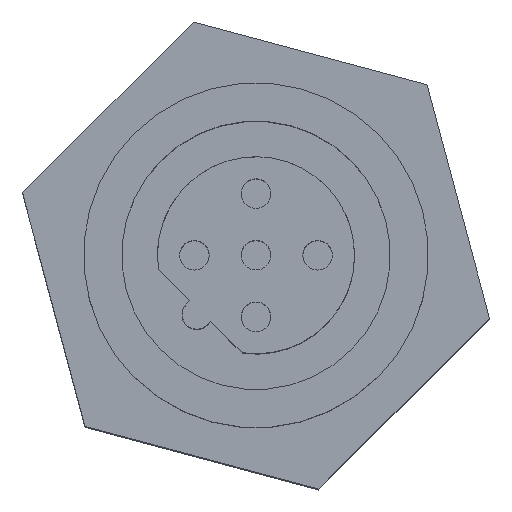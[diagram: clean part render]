
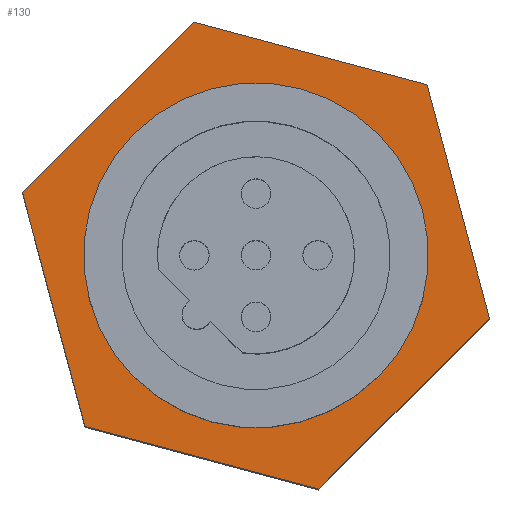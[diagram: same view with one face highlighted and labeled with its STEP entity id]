
A CAD part, top view. The second image highlights one B-rep face of the part: STEP entity #130.
In plain terms, the highlighted planar face has unit normal (0, 0, 1).
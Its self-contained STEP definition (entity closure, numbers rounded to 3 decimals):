
#74=AXIS2_PLACEMENT_3D('Plane Axis2P3D',#71,#72,#73) ;
#114=AXIS2_PLACEMENT_3D('Circle Axis2P3D',#112,#113,$) ;
#123=AXIS2_PLACEMENT_3D('Circle Axis2P3D',#121,#122,$) ;
#36=CARTESIAN_POINT('Line Origine',(1.27,7.281,32.)) ;
#40=CARTESIAN_POINT('Vertex',(2.54,2.54,32.)) ;
#42=CARTESIAN_POINT('Vertex',(0.,12.021,32.)) ;
#71=CARTESIAN_POINT('Axis2P3D Location',(0.,0.,32.)) ;
#77=CARTESIAN_POINT('Control Point',(2.54,2.54,32.)) ;
#78=CARTESIAN_POINT('Control Point',(12.021,0.,32.)) ;
#79=CARTESIAN_POINT('Vertex',(12.021,0.,32.)) ;
#83=CARTESIAN_POINT('Control Point',(12.021,0.,32.)) ;
#84=CARTESIAN_POINT('Control Point',(18.961,6.94,32.)) ;
#85=CARTESIAN_POINT('Vertex',(18.961,6.94,32.)) ;
#89=CARTESIAN_POINT('Control Point',(18.961,6.94,32.)) ;
#90=CARTESIAN_POINT('Control Point',(16.421,16.421,32.)) ;
#91=CARTESIAN_POINT('Vertex',(16.421,16.421,32.)) ;
#95=CARTESIAN_POINT('Control Point',(16.421,16.421,32.)) ;
#96=CARTESIAN_POINT('Control Point',(6.94,18.961,32.)) ;
#97=CARTESIAN_POINT('Vertex',(6.94,18.961,32.)) ;
#101=CARTESIAN_POINT('Control Point',(6.94,18.961,32.)) ;
#102=CARTESIAN_POINT('Control Point',(0.,12.021,32.)) ;
#112=CARTESIAN_POINT('Axis2P3D Location',(9.481,9.481,32.)) ;
#116=CARTESIAN_POINT('Vertex',(11.292,2.719,32.)) ;
#118=CARTESIAN_POINT('Vertex',(7.669,16.242,32.)) ;
#121=CARTESIAN_POINT('Axis2P3D Location',(9.481,9.481,32.)) ;
#37=DIRECTION('Vector Direction',(0.259,-0.966,0.)) ;
#72=DIRECTION('Axis2P3D Direction',(0.,0.,-1.)) ;
#73=DIRECTION('Axis2P3D XDirection',(1.,0.,0.)) ;
#113=DIRECTION('Axis2P3D Direction',(0.,0.,-1.)) ;
#122=DIRECTION('Axis2P3D Direction',(0.,0.,-1.)) ;
#38=VECTOR('Line Direction',#37,1.) ;
#105=ORIENTED_EDGE('',*,*,#81,.F.) ;
#106=ORIENTED_EDGE('',*,*,#87,.F.) ;
#107=ORIENTED_EDGE('',*,*,#93,.F.) ;
#108=ORIENTED_EDGE('',*,*,#99,.F.) ;
#109=ORIENTED_EDGE('',*,*,#103,.F.) ;
#110=ORIENTED_EDGE('',*,*,#44,.F.) ;
#127=ORIENTED_EDGE('',*,*,#120,.T.) ;
#128=ORIENTED_EDGE('',*,*,#125,.T.) ;
#129=FACE_BOUND('',#126,.T.) ;
#130=ADVANCED_FACE('Hauptk\X2\00F6\X0\rper',(#111,#129),#75,.F.) ;
#76=B_SPLINE_CURVE_WITH_KNOTS('',1,(#77,#78),.UNSPECIFIED.,.F.,.U.,(2,2),(0.,9.815),.UNSPECIFIED.) ;
#82=B_SPLINE_CURVE_WITH_KNOTS('',1,(#83,#84),.UNSPECIFIED.,.F.,.U.,(2,2),(0.,9.815),.UNSPECIFIED.) ;
#88=B_SPLINE_CURVE_WITH_KNOTS('',1,(#89,#90),.UNSPECIFIED.,.F.,.U.,(2,2),(0.,9.815),.UNSPECIFIED.) ;
#94=B_SPLINE_CURVE_WITH_KNOTS('',1,(#95,#96),.UNSPECIFIED.,.F.,.U.,(2,2),(0.,9.815),.UNSPECIFIED.) ;
#100=B_SPLINE_CURVE_WITH_KNOTS('',1,(#101,#102),.UNSPECIFIED.,.F.,.U.,(2,2),(0.,9.815),.UNSPECIFIED.) ;
#115=CIRCLE('generated circle',#114,7.) ;
#124=CIRCLE('generated circle',#123,7.) ;
#44=EDGE_CURVE('',#41,#43,#39,.F.) ;
#81=EDGE_CURVE('',#80,#41,#76,.F.) ;
#87=EDGE_CURVE('',#86,#80,#82,.F.) ;
#93=EDGE_CURVE('',#92,#86,#88,.F.) ;
#99=EDGE_CURVE('',#98,#92,#94,.F.) ;
#103=EDGE_CURVE('',#43,#98,#100,.F.) ;
#120=EDGE_CURVE('',#117,#119,#115,.T.) ;
#125=EDGE_CURVE('',#119,#117,#124,.T.) ;
#104=EDGE_LOOP('',(#105,#106,#107,#108,#109,#110)) ;
#126=EDGE_LOOP('',(#127,#128)) ;
#111=FACE_OUTER_BOUND('',#104,.T.) ;
#39=LINE('Line',#36,#38) ;
#75=PLANE('',#74) ;
#41=VERTEX_POINT('',#40) ;
#43=VERTEX_POINT('',#42) ;
#80=VERTEX_POINT('',#79) ;
#86=VERTEX_POINT('',#85) ;
#92=VERTEX_POINT('',#91) ;
#98=VERTEX_POINT('',#97) ;
#117=VERTEX_POINT('',#116) ;
#119=VERTEX_POINT('',#118) ;
